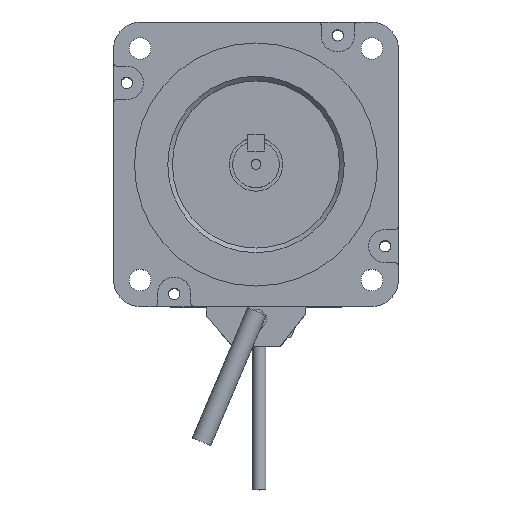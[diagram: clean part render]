
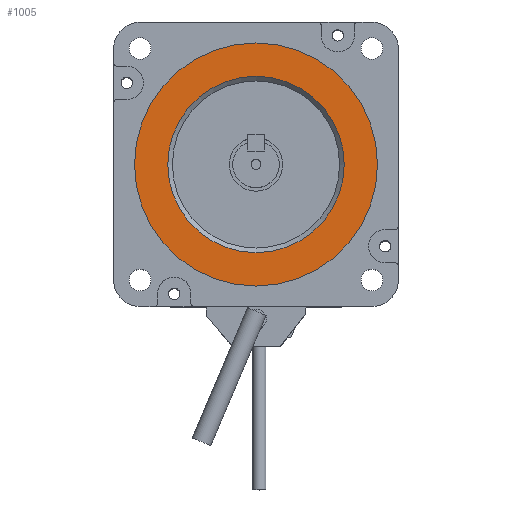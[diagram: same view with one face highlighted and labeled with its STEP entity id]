
A CAD part, top view. The second image highlights one B-rep face of the part: STEP entity #1005.
In plain terms, the highlighted planar face has unit normal (0, 0, 1).
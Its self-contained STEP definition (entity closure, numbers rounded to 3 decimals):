
#147=FACE_BOUND('',#1786,.T.);
#148=FACE_BOUND('',#1787,.T.);
#697=CIRCLE('',#6061,26.5);
#698=CIRCLE('',#6062,36.5);
#1005=ADVANCED_FACE('',(#147,#148),#1237,.T.);
#1237=PLANE('',#6063);
#1786=EDGE_LOOP('',(#2832));
#1787=EDGE_LOOP('',(#2833));
#2832=ORIENTED_EDGE('',*,*,#4463,.T.);
#2833=ORIENTED_EDGE('',*,*,#4464,.F.);
#3799=VERTEX_POINT('',#8956);
#3800=VERTEX_POINT('',#8958);
#4463=EDGE_CURVE('',#3799,#3799,#697,.T.);
#4464=EDGE_CURVE('',#3800,#3800,#698,.T.);
#6061=AXIS2_PLACEMENT_3D('',#8955,#7277,#7278);
#6062=AXIS2_PLACEMENT_3D('',#8957,#7279,#7280);
#6063=AXIS2_PLACEMENT_3D('',#8959,#7281,#7282);
#7277=DIRECTION('',(0.,0.,-1.));
#7278=DIRECTION('',(1.,0.,0.));
#7279=DIRECTION('',(0.,0.,-1.));
#7280=DIRECTION('',(1.,0.,0.));
#7281=DIRECTION('',(0.,0.,1.));
#7282=DIRECTION('',(1.,0.,0.));
#8955=CARTESIAN_POINT('',(0.,0.,1.5));
#8956=CARTESIAN_POINT('',(26.5,0.,1.5));
#8957=CARTESIAN_POINT('',(0.,0.,1.5));
#8958=CARTESIAN_POINT('',(36.5,0.,1.5));
#8959=CARTESIAN_POINT('',(0.,0.,1.5));
